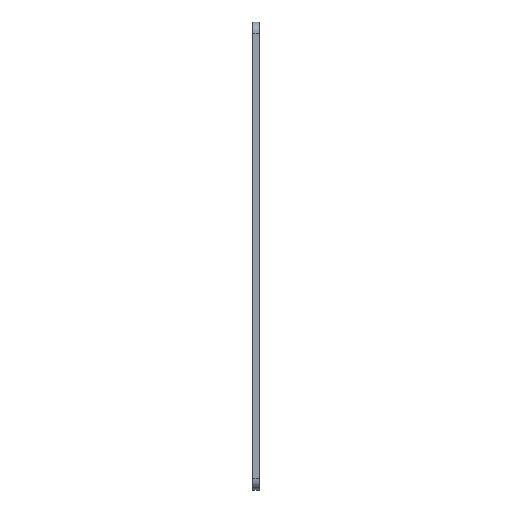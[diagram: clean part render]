
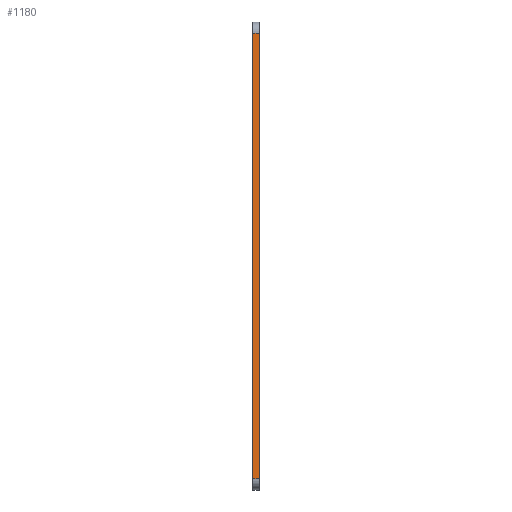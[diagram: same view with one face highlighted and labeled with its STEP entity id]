
A CAD part, left-side view. The second image highlights one B-rep face of the part: STEP entity #1180.
In plain terms, the highlighted planar face has unit normal (-1, 0, 0).
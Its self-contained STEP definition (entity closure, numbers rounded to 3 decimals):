
#5 = EDGE_CURVE ( 'NONE', #1466, #1406, #836, .T. ) ;
#27 = ORIENTED_EDGE ( 'NONE', *, *, #1129, .T. ) ;
#110 = CARTESIAN_POINT ( 'NONE',  ( -205.5, 0., -195.5 ) ) ;
#258 = DIRECTION ( 'NONE',  ( 0., 1., 0. ) ) ;
#274 = VECTOR ( 'NONE', #1053, 1000. ) ;
#282 = DIRECTION ( 'NONE',  ( -1., 0., 0. ) ) ;
#371 = DIRECTION ( 'NONE',  ( 0., 0., 1. ) ) ;
#501 = LINE ( 'NONE', #1458, #1398 ) ;
#572 = LINE ( 'NONE', #1415, #274 ) ;
#586 = EDGE_CURVE ( 'NONE', #1454, #1406, #948, .T. ) ;
#654 = VECTOR ( 'NONE', #258, 1000. ) ;
#667 = VECTOR ( 'NONE', #702, 1000. ) ;
#702 = DIRECTION ( 'NONE',  ( 0., 0., 1. ) ) ;
#737 = PLANE ( 'NONE',  #1197 ) ;
#775 = FACE_OUTER_BOUND ( 'NONE', #1484, .T. ) ;
#836 = LINE ( 'NONE', #1411, #667 ) ;
#893 = VERTEX_POINT ( 'NONE', #1176 ) ;
#948 = LINE ( 'NONE', #1446, #654 ) ;
#1014 = ORIENTED_EDGE ( 'NONE', *, *, #586, .T. ) ;
#1047 = CARTESIAN_POINT ( 'NONE',  ( -205.5, -6., 195.5 ) ) ;
#1053 = DIRECTION ( 'NONE',  ( 0., -1., 0. ) ) ;
#1128 = DIRECTION ( 'NONE',  ( 0., 0., 1. ) ) ;
#1129 = EDGE_CURVE ( 'NONE', #893, #1454, #501, .T. ) ;
#1150 = ORIENTED_EDGE ( 'NONE', *, *, #1513, .T. ) ;
#1159 = CARTESIAN_POINT ( 'NONE',  ( -205.5, 0., 195.5 ) ) ;
#1176 = CARTESIAN_POINT ( 'NONE',  ( -205.5, -6., -195.5 ) ) ;
#1180 = ADVANCED_FACE ( 'NONE', ( #775 ), #737, .T. ) ;
#1197 = AXIS2_PLACEMENT_3D ( 'NONE', #1223, #282, #371 ) ;
#1223 = CARTESIAN_POINT ( 'NONE',  ( -205.5, -6., 205.5 ) ) ;
#1398 = VECTOR ( 'NONE', #1128, 1000. ) ;
#1406 = VERTEX_POINT ( 'NONE', #1159 ) ;
#1411 = CARTESIAN_POINT ( 'NONE',  ( -205.5, 0., 205.5 ) ) ;
#1415 = CARTESIAN_POINT ( 'NONE',  ( -205.5, -6., -195.5 ) ) ;
#1446 = CARTESIAN_POINT ( 'NONE',  ( -205.5, -6., 195.5 ) ) ;
#1454 = VERTEX_POINT ( 'NONE', #1047 ) ;
#1458 = CARTESIAN_POINT ( 'NONE',  ( -205.5, -6., 205.5 ) ) ;
#1466 = VERTEX_POINT ( 'NONE', #110 ) ;
#1484 = EDGE_LOOP ( 'NONE', ( #1514, #1150, #27, #1014 ) ) ;
#1513 = EDGE_CURVE ( 'NONE', #1466, #893, #572, .T. ) ;
#1514 = ORIENTED_EDGE ( 'NONE', *, *, #5, .F. ) ;
